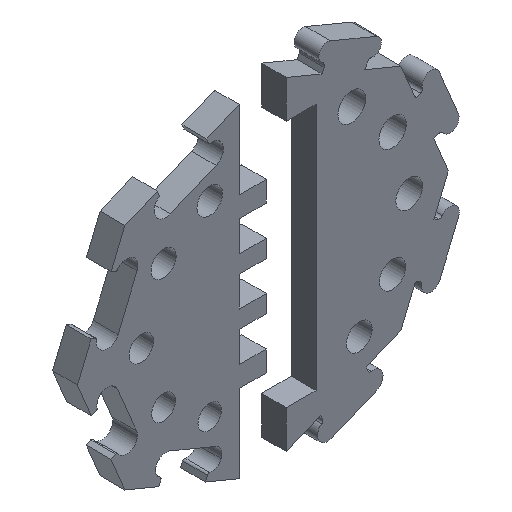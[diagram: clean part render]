
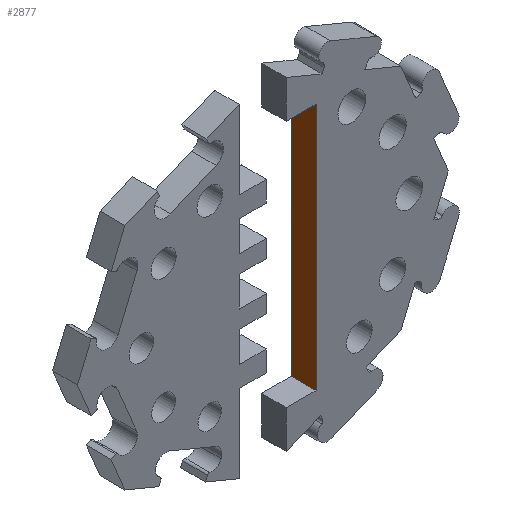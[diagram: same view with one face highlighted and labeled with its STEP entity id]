
A CAD part, isometric view. The second image highlights one B-rep face of the part: STEP entity #2877.
In plain terms, the highlighted planar face has unit normal (-1, 0, 0).
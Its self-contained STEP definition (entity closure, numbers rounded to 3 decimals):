
#327=FACE_OUTER_BOUND('',#485,.T.);
#485=EDGE_LOOP('',(#2404,#2405,#2406,#2407));
#743=LINE('',#4738,#1042);
#744=LINE('',#4740,#1043);
#745=LINE('',#4742,#1044);
#746=LINE('',#4743,#1045);
#1042=VECTOR('',#3664,10.);
#1043=VECTOR('',#3665,10.);
#1044=VECTOR('',#3666,10.);
#1045=VECTOR('',#3667,10.);
#1335=VERTEX_POINT('',#4736);
#1336=VERTEX_POINT('',#4737);
#1337=VERTEX_POINT('',#4739);
#1338=VERTEX_POINT('',#4741);
#1715=EDGE_CURVE('',#1335,#1336,#743,.T.);
#1716=EDGE_CURVE('',#1337,#1335,#744,.T.);
#1717=EDGE_CURVE('',#1338,#1337,#745,.T.);
#1718=EDGE_CURVE('',#1338,#1336,#746,.T.);
#2404=ORIENTED_EDGE('',*,*,#1715,.F.);
#2405=ORIENTED_EDGE('',*,*,#1716,.F.);
#2406=ORIENTED_EDGE('',*,*,#1717,.F.);
#2407=ORIENTED_EDGE('',*,*,#1718,.T.);
#2746=PLANE('',#3089);
#2877=ADVANCED_FACE('',(#327),#2746,.F.);
#3089=AXIS2_PLACEMENT_3D('',#4735,#3662,#3663);
#3662=DIRECTION('center_axis',(1.,0.,0.));
#3663=DIRECTION('ref_axis',(0.,0.,1.));
#3664=DIRECTION('',(0.,0.,-1.));
#3665=DIRECTION('',(0.,-1.,0.));
#3666=DIRECTION('',(0.,0.,1.));
#3667=DIRECTION('',(0.,-1.,0.));
#4735=CARTESIAN_POINT('Origin',(6.,5.,-25.));
#4736=CARTESIAN_POINT('',(6.,0.,25.));
#4737=CARTESIAN_POINT('',(6.,0.,-25.));
#4738=CARTESIAN_POINT('',(6.,0.,-27.735));
#4739=CARTESIAN_POINT('',(6.,5.,25.));
#4740=CARTESIAN_POINT('',(6.,5.,25.));
#4741=CARTESIAN_POINT('',(6.,5.,-25.));
#4742=CARTESIAN_POINT('',(6.,5.,-6.184));
#4743=CARTESIAN_POINT('',(6.,5.,-25.));
